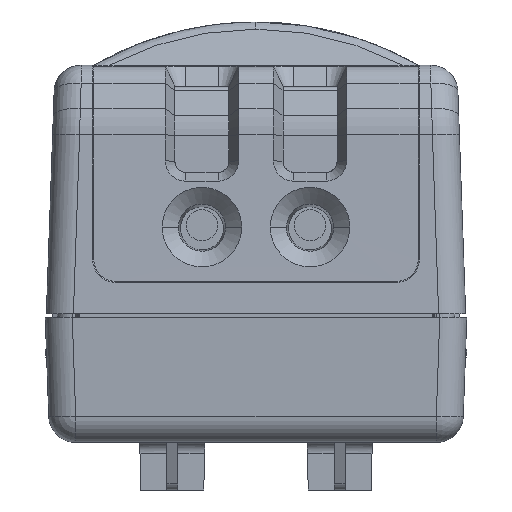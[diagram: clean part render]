
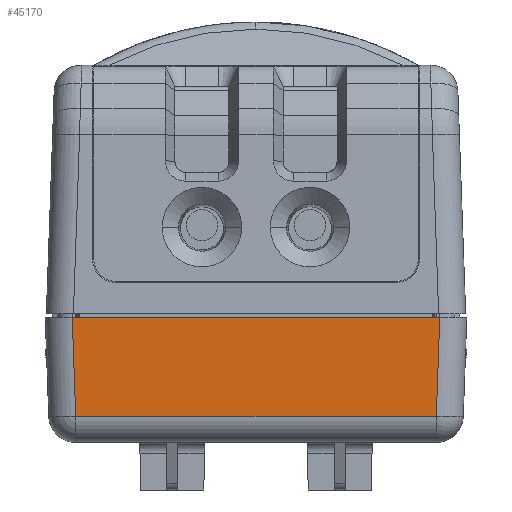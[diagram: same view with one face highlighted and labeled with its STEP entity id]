
A CAD part, front view. The second image highlights one B-rep face of the part: STEP entity #45170.
In plain terms, the highlighted face is planar.
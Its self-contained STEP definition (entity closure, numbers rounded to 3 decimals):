
#30311=CARTESIAN_POINT('',(-17.001,-28.,
-5.8));
#35365=DIRECTION('',(0.035,-0.035,-0.999));
#35366=VECTOR('',#35365,9.198);
#35367=CARTESIAN_POINT('',(16.681,-27.679,
3.387));
#35368=LINE('',#35367,#35366);
#35369=DIRECTION('',(-1.,0.,0.));
#35370=VECTOR('',#35369,34.003);
#35371=CARTESIAN_POINT('',(17.002,-28.,
-5.8));
#35372=LINE('',#35371,#35370);
#35373=DIRECTION('',(0.035,0.035,0.999));
#35374=VECTOR('',#35373,9.198);
#35375=CARTESIAN_POINT('',(-17.001,-28.,
-5.8));
#35376=LINE('',#35375,#35374);
#35381=DIRECTION('',(-1.,0.,0.));
#35382=VECTOR('',#35381,33.361);
#35383=CARTESIAN_POINT('',(16.681,-27.679,
3.387));
#35384=LINE('',#35383,#35382);
#37199=VERTEX_POINT('',#30311);
#37200=CARTESIAN_POINT('',(17.002,-28.,
-5.8));
#37201=VERTEX_POINT('',#37200);
#37231=CARTESIAN_POINT('',(-16.681,-27.679,
3.387));
#37233=VERTEX_POINT('',#37231);
#37545=CARTESIAN_POINT('',(16.681,-27.679,
3.387));
#37546=VERTEX_POINT('',#37545);
#45158=CARTESIAN_POINT('',(-21.37,-28.,-5.8));
#45159=DIRECTION('',(0.,-0.999,0.035));
#45160=DIRECTION('',(-1.,0.,0.));
#45161=AXIS2_PLACEMENT_3D('',#45158,#45159,#45160);
#45162=PLANE('',#45161);
#45164=ORIENTED_EDGE('',*,*,#45163,.F.);
#45165=ORIENTED_EDGE('',*,*,#45153,.T.);
#45166=ORIENTED_EDGE('',*,*,#38870,.T.);
#45167=ORIENTED_EDGE('',*,*,#38922,.T.);
#45168=EDGE_LOOP('',(#45164,#45165,#45166,#45167));
#45169=FACE_OUTER_BOUND('',#45168,.F.);
#45170=ADVANCED_FACE('',(#45169),#45162,.T.);
#38870=EDGE_CURVE('',#37201,#37199,#35372,.T.);
#38922=EDGE_CURVE('',#37199,#37233,#35376,.T.);
#45153=EDGE_CURVE('',#37546,#37201,#35368,.T.);
#45163=EDGE_CURVE('',#37546,#37233,#35384,.T.);
